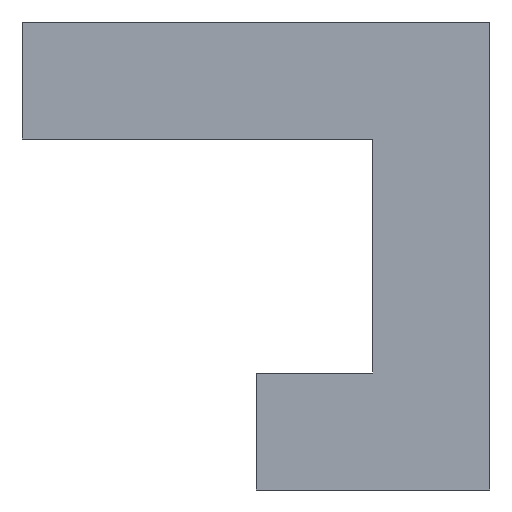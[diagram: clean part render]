
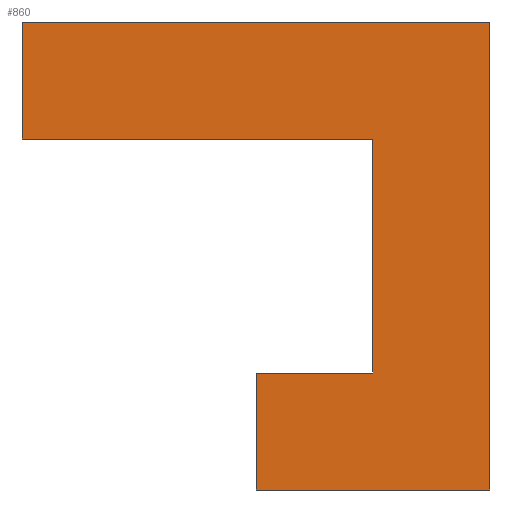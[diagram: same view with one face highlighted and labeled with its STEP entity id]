
A CAD part, left-side view. The second image highlights one B-rep face of the part: STEP entity #860.
In plain terms, the highlighted planar face has unit normal (-1, 0, 0).
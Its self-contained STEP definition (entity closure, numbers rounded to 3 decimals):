
#62=FACE_OUTER_BOUND('',#111,.T.);
#111=EDGE_LOOP('',(#658,#659,#660,#661,#662,#663,#664,#665));
#142=LINE('',#1208,#250);
#147=LINE('',#1217,#255);
#148=LINE('',#1220,#256);
#151=LINE('',#1226,#259);
#187=LINE('',#1311,#295);
#192=LINE('',#1320,#300);
#195=LINE('',#1327,#303);
#196=LINE('',#1328,#304);
#250=VECTOR('',#977,10.);
#255=VECTOR('',#984,10.);
#256=VECTOR('',#987,10.);
#259=VECTOR('',#992,10.);
#295=VECTOR('',#1070,10.);
#300=VECTOR('',#1077,10.);
#303=VECTOR('',#1084,10.);
#304=VECTOR('',#1085,10.);
#357=VERTEX_POINT('',#1204);
#359=VERTEX_POINT('',#1207);
#362=VERTEX_POINT('',#1214);
#363=VERTEX_POINT('',#1219);
#365=VERTEX_POINT('',#1225);
#393=VERTEX_POINT('',#1310);
#395=VERTEX_POINT('',#1316);
#398=VERTEX_POINT('',#1326);
#438=EDGE_CURVE('',#357,#359,#142,.T.);
#443=EDGE_CURVE('',#359,#362,#147,.T.);
#444=EDGE_CURVE('',#363,#357,#148,.T.);
#447=EDGE_CURVE('',#362,#365,#151,.T.);
#489=EDGE_CURVE('',#365,#393,#187,.T.);
#494=EDGE_CURVE('',#393,#395,#192,.T.);
#497=EDGE_CURVE('',#398,#363,#195,.T.);
#498=EDGE_CURVE('',#398,#395,#196,.T.);
#658=ORIENTED_EDGE('',*,*,#497,.F.);
#659=ORIENTED_EDGE('',*,*,#498,.T.);
#660=ORIENTED_EDGE('',*,*,#494,.F.);
#661=ORIENTED_EDGE('',*,*,#489,.F.);
#662=ORIENTED_EDGE('',*,*,#447,.F.);
#663=ORIENTED_EDGE('',*,*,#443,.F.);
#664=ORIENTED_EDGE('',*,*,#438,.F.);
#665=ORIENTED_EDGE('',*,*,#444,.F.);
#815=PLANE('',#939);
#860=ADVANCED_FACE('',(#62),#815,.T.);
#939=AXIS2_PLACEMENT_3D('',#1325,#1082,#1083);
#977=DIRECTION('',(0.,0.,1.));
#984=DIRECTION('',(0.,-1.,0.));
#987=DIRECTION('',(0.,1.,0.));
#992=DIRECTION('',(0.,0.,1.));
#1070=DIRECTION('',(0.,1.,0.));
#1077=DIRECTION('',(0.,0.,1.));
#1082=DIRECTION('center_axis',(-1.,0.,0.));
#1083=DIRECTION('ref_axis',(0.,-1.,0.));
#1084=DIRECTION('',(0.,0.,-1.));
#1085=DIRECTION('',(0.,1.,0.));
#1204=CARTESIAN_POINT('',(-5.,10.,0.));
#1207=CARTESIAN_POINT('',(-5.,10.,10.));
#1208=CARTESIAN_POINT('',(-5.,10.,0.));
#1214=CARTESIAN_POINT('',(-5.,0.,10.));
#1217=CARTESIAN_POINT('',(-5.,0.,10.));
#1219=CARTESIAN_POINT('',(-5.,-10.,0.));
#1220=CARTESIAN_POINT('',(-5.,-5.671,0.));
#1225=CARTESIAN_POINT('',(-5.,0.,30.));
#1226=CARTESIAN_POINT('',(-5.,0.,0.));
#1310=CARTESIAN_POINT('',(-5.,30.,30.));
#1311=CARTESIAN_POINT('',(-5.,0.,30.));
#1316=CARTESIAN_POINT('',(-5.,30.,40.));
#1320=CARTESIAN_POINT('',(-5.,30.,30.));
#1325=CARTESIAN_POINT('Origin',(-5.,0.,10.));
#1326=CARTESIAN_POINT('',(-5.,-10.,40.));
#1327=CARTESIAN_POINT('',(-5.,-10.,0.));
#1328=CARTESIAN_POINT('',(-5.,0.,40.));
